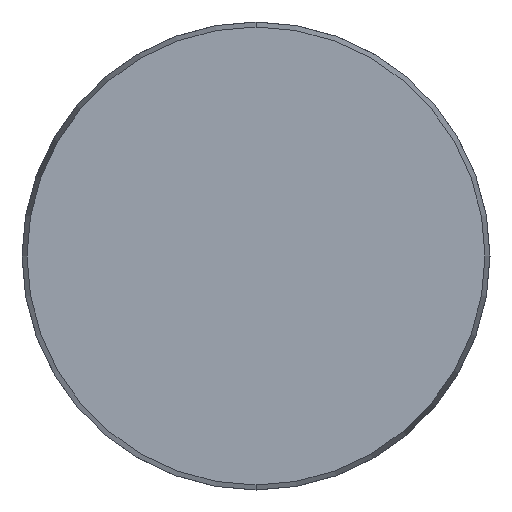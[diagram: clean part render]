
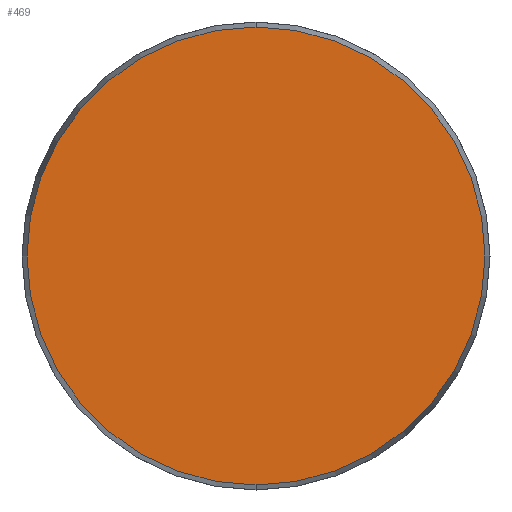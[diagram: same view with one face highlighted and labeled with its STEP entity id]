
A CAD part, front view. The second image highlights one B-rep face of the part: STEP entity #469.
In plain terms, the highlighted planar face has unit normal (0, -1, 0).
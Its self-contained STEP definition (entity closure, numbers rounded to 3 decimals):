
#4 = CARTESIAN_POINT ( 'NONE',  ( 0., 0., 0. ) ) ;
#37 = ORIENTED_EDGE ( 'NONE', *, *, #137, .T. ) ;
#47 = PLANE ( 'NONE',  #392 ) ;
#104 = VERTEX_POINT ( 'NONE', #141 ) ;
#137 = EDGE_CURVE ( 'NONE', #104, #322, #638, .T. ) ;
#141 = CARTESIAN_POINT ( 'NONE',  ( 0., 0., -39.143 ) ) ;
#143 = EDGE_LOOP ( 'NONE', ( #456, #37 ) ) ;
#162 = DIRECTION ( 'NONE',  ( 0., 0., -1. ) ) ;
#190 = EDGE_CURVE ( 'NONE', #322, #104, #603, .T. ) ;
#210 = DIRECTION ( 'NONE',  ( 0., 0., 1. ) ) ;
#272 = CARTESIAN_POINT ( 'NONE',  ( 0., 0., 39.143 ) ) ;
#307 = DIRECTION ( 'NONE',  ( 0., -1., 0. ) ) ;
#313 = DIRECTION ( 'NONE',  ( 0., -1., 0. ) ) ;
#322 = VERTEX_POINT ( 'NONE', #272 ) ;
#392 = AXIS2_PLACEMENT_3D ( 'NONE', #925, #759, #210 ) ;
#456 = ORIENTED_EDGE ( 'NONE', *, *, #190, .T. ) ;
#469 = ADVANCED_FACE ( 'NONE', ( #522 ), #47, .F. ) ;
#471 = AXIS2_PLACEMENT_3D ( 'NONE', #4, #313, #162 ) ;
#522 = FACE_OUTER_BOUND ( 'NONE', #143, .T. ) ;
#603 = CIRCLE ( 'NONE', #918, 39.143 ) ;
#638 = CIRCLE ( 'NONE', #471, 39.143 ) ;
#759 = DIRECTION ( 'NONE',  ( 0., 1., 0. ) ) ;
#875 = CARTESIAN_POINT ( 'NONE',  ( 0., 0., 0. ) ) ;
#918 = AXIS2_PLACEMENT_3D ( 'NONE', #875, #307, #1026 ) ;
#925 = CARTESIAN_POINT ( 'NONE',  ( -39.143, 0., 0. ) ) ;
#1026 = DIRECTION ( 'NONE',  ( 0., 0., -1. ) ) ;
